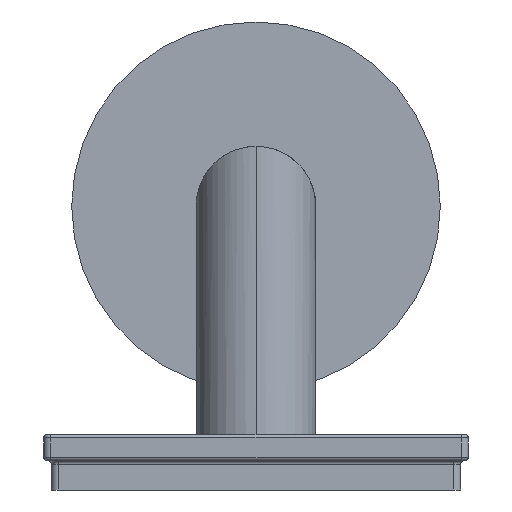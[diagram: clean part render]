
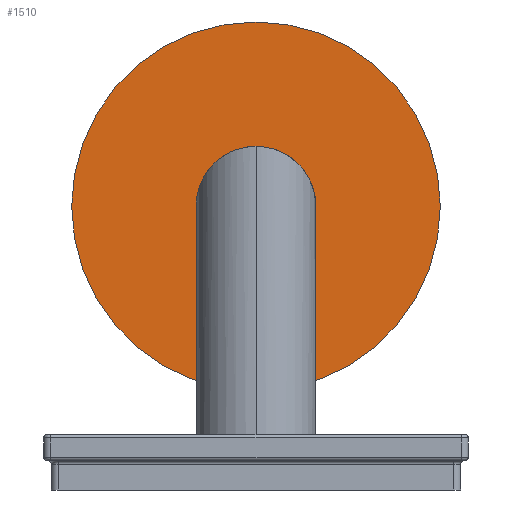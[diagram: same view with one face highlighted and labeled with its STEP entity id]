
A CAD part, front view. The second image highlights one B-rep face of the part: STEP entity #1510.
In plain terms, the highlighted planar face has unit normal (0, -1, 0).
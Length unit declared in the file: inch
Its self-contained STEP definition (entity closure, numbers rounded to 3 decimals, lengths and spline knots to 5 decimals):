
#396=CARTESIAN_POINT('',(0.,1.963,2.425));
#397=DIRECTION('',(0.,-1.,0.));
#398=DIRECTION('',(0.,0.,1.));
#399=AXIS2_PLACEMENT_3D('',#396,#397,#398);
#405=CARTESIAN_POINT('',(0.,1.963,2.425));
#406=DIRECTION('',(0.,1.,0.));
#407=DIRECTION('',(-1.,0.,0.));
#408=AXIS2_PLACEMENT_3D('',#405,#406,#407);
#414=CARTESIAN_POINT('',(0.,1.963,2.425));
#415=DIRECTION('',(0.,1.,0.));
#416=DIRECTION('',(1.,0.,0.));
#417=AXIS2_PLACEMENT_3D('',#414,#415,#416);
#649=CARTESIAN_POINT('',(0.,1.963,2.425));
#650=DIRECTION('',(0.,-1.,0.));
#651=DIRECTION('',(0.,0.,-1.));
#652=AXIS2_PLACEMENT_3D('',#649,#650,#651);
#958=CARTESIAN_POINT('',(-1.575,1.963,2.425));
#959=CARTESIAN_POINT('',(1.575,1.963,2.425));
#960=VERTEX_POINT('',#958);
#961=VERTEX_POINT('',#959);
#978=CARTESIAN_POINT('',(0.,1.963,1.913));
#979=CARTESIAN_POINT('',(0.,1.963,2.937));
#980=VERTEX_POINT('',#978);
#981=VERTEX_POINT('',#979);
#1494=CARTESIAN_POINT('',(0.,1.963,2.425));
#1495=DIRECTION('',(0.,1.,0.));
#1496=DIRECTION('',(-1.,0.,0.));
#1497=AXIS2_PLACEMENT_3D('',#1494,#1495,#1496);
#1498=PLANE('',#1497);
#1500=ORIENTED_EDGE('',*,*,#1499,.T.);
#1502=ORIENTED_EDGE('',*,*,#1501,.T.);
#1503=EDGE_LOOP('',(#1500,#1502));
#1504=FACE_OUTER_BOUND('',#1503,.F.);
#1506=ORIENTED_EDGE('',*,*,#1505,.T.);
#1507=ORIENTED_EDGE('',*,*,#1483,.T.);
#1508=EDGE_LOOP('',(#1506,#1507));
#1509=FACE_BOUND('',#1508,.F.);
#1510=ADVANCED_FACE('',(#1504,#1509),#1498,.F.);
#400=CIRCLE('',#399,0.512);
#409=CIRCLE('',#408,1.575);
#418=CIRCLE('',#417,1.575);
#653=CIRCLE('',#652,0.512);
#1483=EDGE_CURVE('',#981,#980,#400,.T.);
#1499=EDGE_CURVE('',#960,#961,#409,.T.);
#1501=EDGE_CURVE('',#961,#960,#418,.T.);
#1505=EDGE_CURVE('',#980,#981,#653,.T.);
